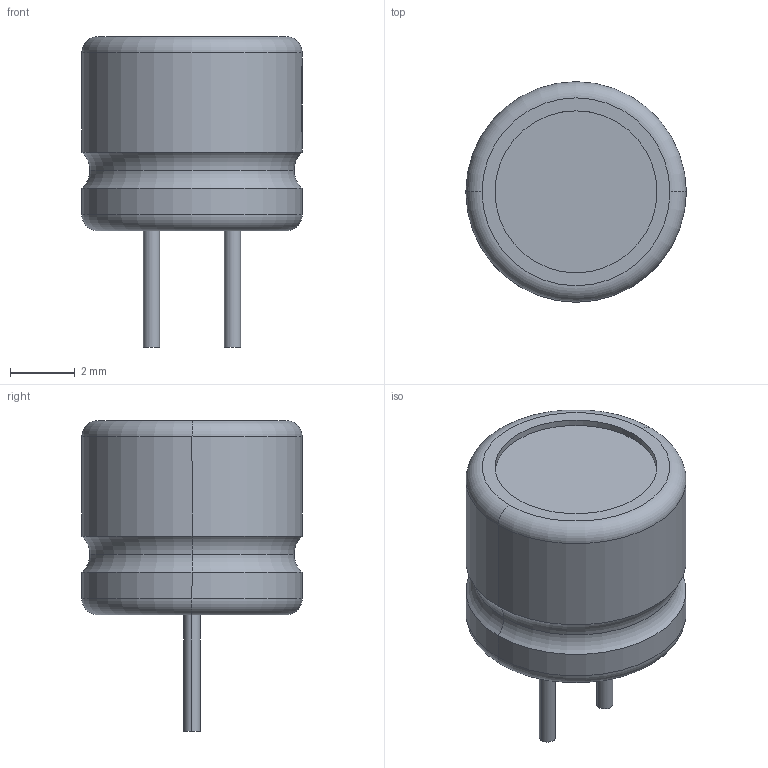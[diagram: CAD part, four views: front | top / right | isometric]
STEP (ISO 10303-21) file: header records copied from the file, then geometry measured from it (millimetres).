
FILE_DESCRIPTION((''),'2;1');
FILE_NAME('CAPPR250-680X600.stp','2009-06-24T16:03:46',(''),(''),'Mechanical Desktop 2006','Mechanical Desktop 2006',', , ');
FILE_SCHEMA(('AUTOMOTIVE_DESIGN { 1 2 10303 214 0 1 1 1 }'));
Length unit declared in the file: millimetre
Products named in the file (1): Product
Bounding box: 6.8 x 6.8 x 9.6 mm (x, y, z)
Volume: 207.2 mm3; surface area: 299.2 mm2
Topology: 6 solids, 6 shells, 50 faces, 98 edges, 62 vertices
Faces by surface type: cylinder 22, plane 20, torus 8
Entity records: 1351 total; most frequent: DIRECTION 262, CARTESIAN_POINT 211, ORIENTED_EDGE 196, AXIS2_PLACEMENT_3D 113, EDGE_CURVE 98, VERTEX_POINT 62, CIRCLE 62, EDGE_LOOP 52
